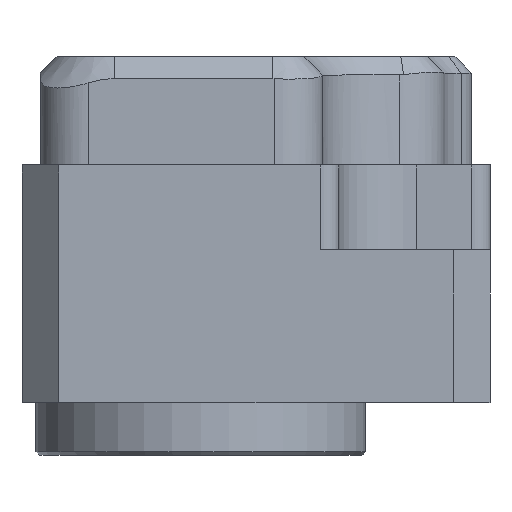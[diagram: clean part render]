
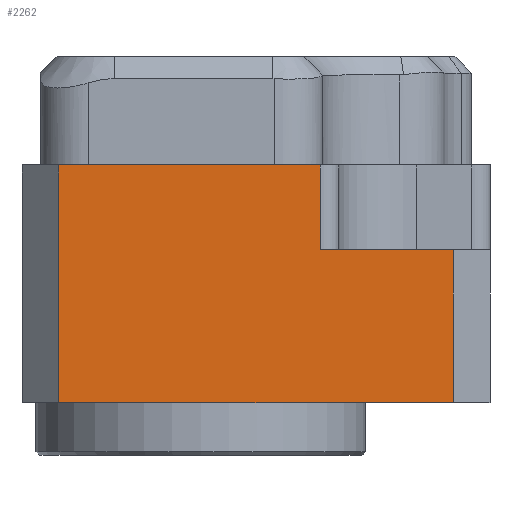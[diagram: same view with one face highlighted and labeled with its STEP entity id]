
A CAD part, front view. The second image highlights one B-rep face of the part: STEP entity #2262.
In plain terms, the highlighted planar face has unit normal (0, -1, 0).
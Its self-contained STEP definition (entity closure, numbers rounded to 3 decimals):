
#1288=FACE_OUTER_BOUND('',#7590,.T.);
#2262=ADVANCED_FACE('',(#1288),#3029,.T.);
#3029=PLANE('',#19144);
#4746=LINE('',#31810,#6283);
#4782=LINE('',#31930,#6319);
#4783=LINE('',#31933,#6320);
#4784=LINE('',#31935,#6321);
#4785=LINE('',#31937,#6322);
#4786=LINE('',#31938,#6323);
#6283=VECTOR('',#22866,1.);
#6319=VECTOR('',#22962,1.);
#6320=VECTOR('',#22963,1.);
#6321=VECTOR('',#22964,1.);
#6322=VECTOR('',#22965,1.);
#6323=VECTOR('',#22966,1.);
#7590=EDGE_LOOP('',(#12211,#12212,#12213,#12214,#12215,#12216));
#12211=ORIENTED_EDGE('',*,*,#16997,.T.);
#12212=ORIENTED_EDGE('',*,*,#16998,.T.);
#12213=ORIENTED_EDGE('',*,*,#16999,.F.);
#12214=ORIENTED_EDGE('',*,*,#17000,.T.);
#12215=ORIENTED_EDGE('',*,*,#16941,.T.);
#12216=ORIENTED_EDGE('',*,*,#17001,.T.);
#14485=VERTEX_POINT('',#31809);
#14486=VERTEX_POINT('',#31811);
#14531=VERTEX_POINT('',#31931);
#14532=VERTEX_POINT('',#31932);
#14533=VERTEX_POINT('',#31934);
#14534=VERTEX_POINT('',#31936);
#16941=EDGE_CURVE('',#14486,#14485,#4746,.T.);
#16997=EDGE_CURVE('',#14531,#14532,#4782,.T.);
#16998=EDGE_CURVE('',#14532,#14533,#4783,.T.);
#16999=EDGE_CURVE('',#14534,#14533,#4784,.T.);
#17000=EDGE_CURVE('',#14534,#14486,#4785,.T.);
#17001=EDGE_CURVE('',#14485,#14531,#4786,.T.);
#19144=AXIS2_PLACEMENT_3D('',#31939,#22967,#22968);
#22866=DIRECTION('',(-1.,0.,0.));
#22962=DIRECTION('',(1.,0.,0.));
#22963=DIRECTION('',(0.,0.,1.));
#22964=DIRECTION('',(1.,0.,0.));
#22965=DIRECTION('',(0.,0.,1.));
#22966=DIRECTION('',(0.,0.,-1.));
#22967=DIRECTION('',(0.,-1.,0.));
#22968=DIRECTION('',(0.,0.,-1.));
#31809=CARTESIAN_POINT('',(1.,0.,56.45));
#31810=CARTESIAN_POINT('',(6.35,0.,56.45));
#31811=CARTESIAN_POINT('',(8.1,0.,56.45));
#31930=CARTESIAN_POINT('',(6.35,0.,50.));
#31931=CARTESIAN_POINT('',(1.,0.,50.));
#31932=CARTESIAN_POINT('',(11.7,0.,50.));
#31933=CARTESIAN_POINT('',(11.7,0.,50.));
#31934=CARTESIAN_POINT('',(11.7,0.,54.15));
#31935=CARTESIAN_POINT('',(8.6,0.,54.15));
#31936=CARTESIAN_POINT('',(8.1,0.,54.15));
#31937=CARTESIAN_POINT('',(8.1,0.,56.45));
#31938=CARTESIAN_POINT('',(1.,0.,50.));
#31939=CARTESIAN_POINT('',(6.35,0.,50.));
